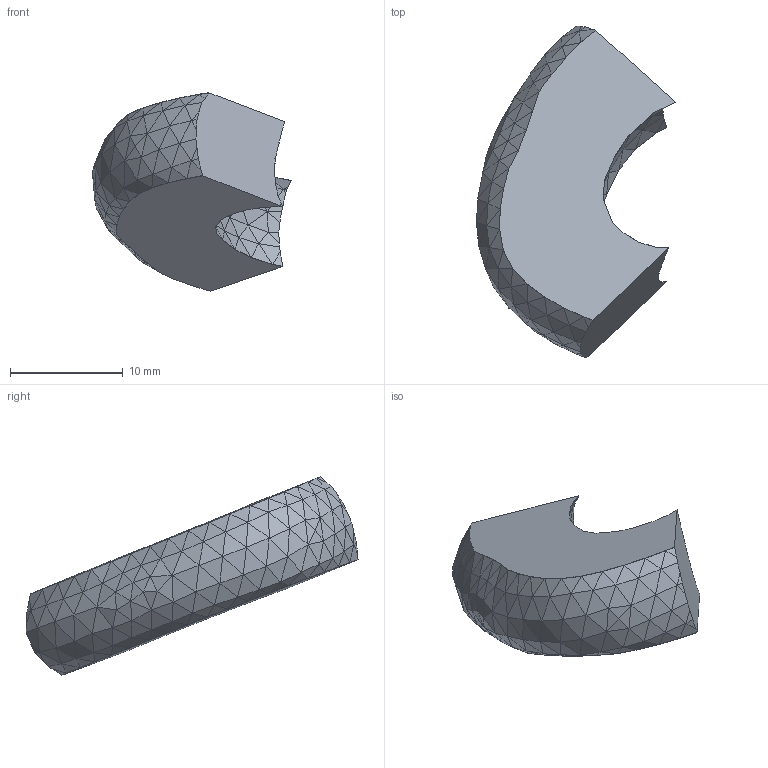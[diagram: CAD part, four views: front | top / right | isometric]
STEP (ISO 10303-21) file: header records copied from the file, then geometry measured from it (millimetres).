
FILE_DESCRIPTION(/* description */ (''),/* implementation_level */ '2;1');
FILE_NAME(/* name */ 'IVD4_Z3.step',/* time_stamp */ '2024-06-23T10:18:11-04:00',/* author */ (''),/* organization */ (''),/* preprocessor_version */ 'ST-DEVELOPER v20',/* originating_system */ 'Autodesk Translation Framework v13.14.0.145',/* authorisation */ '');
FILE_SCHEMA (('AUTOMOTIVE_DESIGN { 1 0 10303 214 3 1 1 }'));
Length unit declared in the file: millimetre
Products named in the file (1): IVD4_Z3
Bounding box: 17.69 x 29.5 x 17.63 mm (x, y, z)
Volume: 2196.8 mm3; surface area: 1149 mm2
Topology: 1 solids, 1 shells, 412 faces, 789 edges, 379 vertices
Faces by surface type: plane 412
Entity records: 9618 total; most frequent: DIRECTION 1615, CARTESIAN_POINT 1581, ORIENTED_EDGE 1578, LINE 789, VECTOR 789, EDGE_CURVE 789, AXIS2_PLACEMENT_3D 413, FACE_OUTER_BOUND 412
